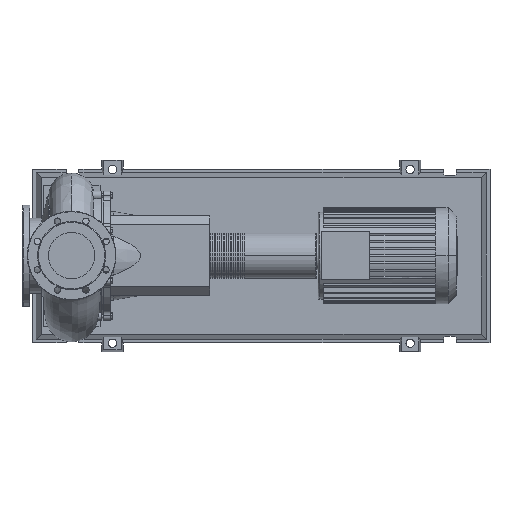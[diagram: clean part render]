
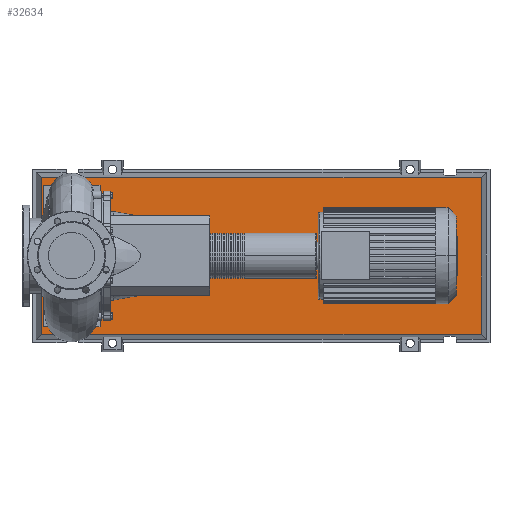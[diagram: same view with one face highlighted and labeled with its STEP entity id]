
A CAD part, top view. The second image highlights one B-rep face of the part: STEP entity #32634.
In plain terms, the highlighted planar face has unit normal (0, 0, 1).
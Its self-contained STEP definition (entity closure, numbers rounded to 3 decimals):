
#32315=CARTESIAN_POINT('',(1155.471,-220.471,103.0));
#32316=VERTEX_POINT('',#32315);
#32323=CARTESIAN_POINT('',(-85.471,-220.471,103.0));
#32324=VERTEX_POINT('',#32323);
#32325=CARTESIAN_POINT('',(1155.471,-220.471,103.0));
#32326=DIRECTION('',(-1.0,0.0,0.0));
#32327=VECTOR('',#32326,1240.941);
#32328=LINE('',#32325,#32327);
#32329=EDGE_CURVE('',#32316,#32324,#32328,.T.);
#32547=CARTESIAN_POINT('',(1155.471,220.471,103.0));
#32548=VERTEX_POINT('',#32547);
#32549=CARTESIAN_POINT('',(1155.471,220.471,103.0));
#32550=DIRECTION('',(0.0,-1.0,0.0));
#32551=VECTOR('',#32550,440.941);
#32552=LINE('',#32549,#32551);
#32553=EDGE_CURVE('',#32548,#32316,#32552,.T.);
#32571=CARTESIAN_POINT('',(-85.471,220.471,103.0));
#32572=VERTEX_POINT('',#32571);
#32573=CARTESIAN_POINT('',(-85.471,-220.471,103.0));
#32574=DIRECTION('',(0.0,1.0,0.0));
#32575=VECTOR('',#32574,440.941);
#32576=LINE('',#32573,#32575);
#32577=EDGE_CURVE('',#32324,#32572,#32576,.T.);
#32610=CARTESIAN_POINT('',(-85.471,220.471,103.0));
#32611=DIRECTION('',(1.0,0.0,0.0));
#32612=VECTOR('',#32611,1240.941);
#32613=LINE('',#32610,#32612);
#32614=EDGE_CURVE('',#32572,#32548,#32613,.T.);
#32623=CARTESIAN_POINT('',(535.,0.,103.0));
#32624=DIRECTION('',(0.0,0.0,1.0));
#32625=DIRECTION('',(1.0,0.0,0.0));
#32626=AXIS2_PLACEMENT_3D('',#32623,#32624,#32625);
#32627=PLANE('',#32626);
#32628=ORIENTED_EDGE('',*,*,#32553,.F.);
#32629=ORIENTED_EDGE('',*,*,#32614,.F.);
#32630=ORIENTED_EDGE('',*,*,#32577,.F.);
#32631=ORIENTED_EDGE('',*,*,#32329,.F.);
#32632=EDGE_LOOP('',(#32628,#32629,#32630,#32631));
#32633=FACE_OUTER_BOUND('',#32632,.T.);
#32634=ADVANCED_FACE('',(#32633),#32627,.T.);
